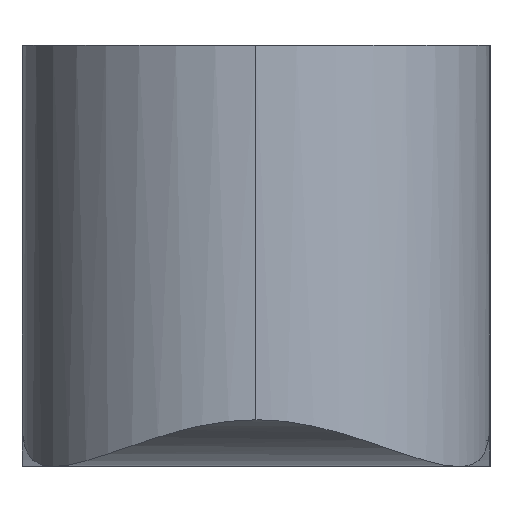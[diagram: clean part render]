
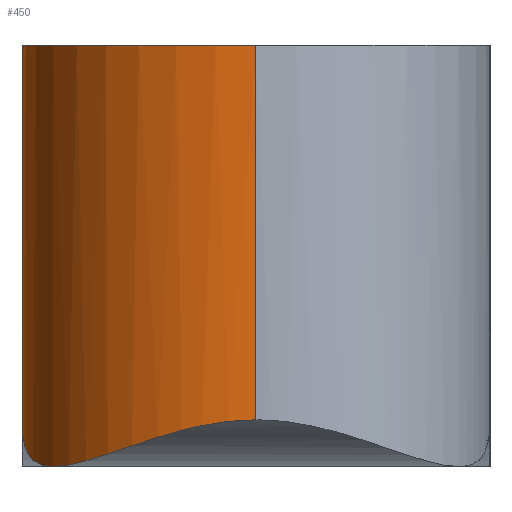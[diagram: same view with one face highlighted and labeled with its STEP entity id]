
A CAD part, left-side view. The second image highlights one B-rep face of the part: STEP entity #450.
In plain terms, the highlighted cylindrical face has radius 10 mm (diameter 20 mm), a partial arc.
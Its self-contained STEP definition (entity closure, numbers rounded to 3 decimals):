
#26 = VERTEX_POINT ( 'NONE', #155 ) ;
#32 = CARTESIAN_POINT ( 'NONE',  ( -125., 8.66, -4. ) ) ;
#51 = LINE ( 'NONE', #532, #86 ) ;
#57 = CARTESIAN_POINT ( 'NONE',  ( -120., 0., 3.25 ) ) ;
#65 = CARTESIAN_POINT ( 'NONE',  ( -126.792, 7.353, -3.782 ) ) ;
#81 = VERTEX_POINT ( 'NONE', #379 ) ;
#86 = VECTOR ( 'NONE', #655, 1000. ) ;
#88 = VERTEX_POINT ( 'NONE', #151 ) ;
#105 = VECTOR ( 'NONE', #183, 1000. ) ;
#114 = CARTESIAN_POINT ( 'NONE',  ( -130., 0.903, -2. ) ) ;
#116 = DIRECTION ( 'NONE',  ( 0., 0., -1. ) ) ;
#118 = B_SPLINE_CURVE_WITH_KNOTS ( 'NONE', 3,
 ( #377, #430, #148, #481 ),
 .UNSPECIFIED., .F., .F.,
 ( 4, 4 ),
 ( 0., 0.001 ),
 .UNSPECIFIED. ) ;
#119 = CARTESIAN_POINT ( 'NONE',  ( -127.684, 6.415, -3.491 ) ) ;
#143 = B_SPLINE_CURVE_WITH_KNOTS ( 'NONE', 3,
 ( #32, #189, #249, #186, #191, #528, #576, #302, #240, #196 ),
 .UNSPECIFIED., .F., .F.,
 ( 4, 2, 2, 2, 4 ),
 ( 0.011, 0.012, 0.013, 0.014, 0.015 ),
 .UNSPECIFIED. ) ;
#148 = CARTESIAN_POINT ( 'NONE',  ( -120.398, 10., -2.455 ) ) ;
#151 = CARTESIAN_POINT ( 'NONE',  ( -120., 10., -2.273 ) ) ;
#155 = CARTESIAN_POINT ( 'NONE',  ( -120., 10., 14. ) ) ;
#168 = CARTESIAN_POINT ( 'NONE',  ( -128.448, 5.368, -3.132 ) ) ;
#174 = VERTEX_POINT ( 'NONE', #656 ) ;
#183 = DIRECTION ( 'NONE',  ( 0., 0., 1. ) ) ;
#186 = CARTESIAN_POINT ( 'NONE',  ( -123.725, 9.287, -3.895 ) ) ;
#189 = CARTESIAN_POINT ( 'NONE',  ( -124.692, 8.838, -4. ) ) ;
#191 = CARTESIAN_POINT ( 'NONE',  ( -123.392, 9.413, -3.828 ) ) ;
#192 = ORIENTED_EDGE ( 'NONE', *, *, #471, .F. ) ;
#196 = CARTESIAN_POINT ( 'NONE',  ( -121.15, 9.934, -2.893 ) ) ;
#226 = CARTESIAN_POINT ( 'NONE',  ( -127.401, 6.739, -3.598 ) ) ;
#238 = CARTESIAN_POINT ( 'NONE',  ( -130., 0., -2. ) ) ;
#240 = CARTESIAN_POINT ( 'NONE',  ( -121.454, 9.898, -3.084 ) ) ;
#249 = CARTESIAN_POINT ( 'NONE',  ( -124.375, 8.999, -3.98 ) ) ;
#257 = ORIENTED_EDGE ( 'NONE', *, *, #323, .T. ) ;
#278 = CARTESIAN_POINT ( 'NONE',  ( -130., 0., 14. ) ) ;
#282 = CARTESIAN_POINT ( 'NONE',  ( -125.387, 8.437, -4. ) ) ;
#284 = VERTEX_POINT ( 'NONE', #278 ) ;
#290 = AXIS2_PLACEMENT_3D ( 'NONE', #476, #425, #547 ) ;
#293 = CARTESIAN_POINT ( 'NONE',  ( -125., 8.66, -4. ) ) ;
#302 = CARTESIAN_POINT ( 'NONE',  ( -121.772, 9.847, -3.251 ) ) ;
#323 = EDGE_CURVE ( 'NONE', #174, #284, #679, .T. ) ;
#334 = DIRECTION ( 'NONE',  ( -1., 0., 0. ) ) ;
#344 = AXIS2_PLACEMENT_3D ( 'NONE', #57, #116, #334 ) ;
#346 = ORIENTED_EDGE ( 'NONE', *, *, #643, .F. ) ;
#350 = ORIENTED_EDGE ( 'NONE', *, *, #662, .F. ) ;
#377 = CARTESIAN_POINT ( 'NONE',  ( -121.15, 9.934, -2.893 ) ) ;
#379 = CARTESIAN_POINT ( 'NONE',  ( -121.15, 9.934, -2.893 ) ) ;
#390 = CARTESIAN_POINT ( 'NONE',  ( -125.764, 8.184, -3.968 ) ) ;
#392 = ORIENTED_EDGE ( 'NONE', *, *, #657, .F. ) ;
#394 = CARTESIAN_POINT ( 'NONE',  ( -128.875, 4.628, -2.883 ) ) ;
#397 = EDGE_CURVE ( 'NONE', #174, #609, #496, .T. ) ;
#425 = DIRECTION ( 'NONE',  ( 0., 0., 1. ) ) ;
#430 = CARTESIAN_POINT ( 'NONE',  ( -120.781, 9.976, -2.662 ) ) ;
#449 = CARTESIAN_POINT ( 'NONE',  ( -130., 0., -2. ) ) ;
#450 = ADVANCED_FACE ( 'NONE', ( #667 ), #551, .T. ) ;
#454 = CARTESIAN_POINT ( 'NONE',  ( -129.064, 4.246, -2.757 ) ) ;
#471 = EDGE_CURVE ( 'NONE', #609, #81, #143, .T. ) ;
#476 = CARTESIAN_POINT ( 'NONE',  ( -120., 0., 14. ) ) ;
#481 = CARTESIAN_POINT ( 'NONE',  ( -120., 10., -2.273 ) ) ;
#496 = B_SPLINE_CURVE_WITH_KNOTS ( 'NONE', 3,
 ( #449, #114, #622, #665, #672, #454, #394, #168, #511, #119, #226, #65, #561, #390, #282, #293 ),
 .UNSPECIFIED., .F., .F.,
 ( 4, 2, 2, 2, 2, 2, 2, 4 ),
 ( 0., 0.003, 0.004, 0.005, 0.007, 0.008, 0.009, 0.011 ),
 .UNSPECIFIED. ) ;
#498 = ORIENTED_EDGE ( 'NONE', *, *, #397, .F. ) ;
#510 = CIRCLE ( 'NONE', #290, 10. ) ;
#511 = CARTESIAN_POINT ( 'NONE',  ( -128.208, 5.729, -3.258 ) ) ;
#528 = CARTESIAN_POINT ( 'NONE',  ( -122.738, 9.624, -3.646 ) ) ;
#532 = CARTESIAN_POINT ( 'NONE',  ( -120., 10., 14. ) ) ;
#547 = DIRECTION ( 'NONE',  ( -1., 0., 0. ) ) ;
#551 = CYLINDRICAL_SURFACE ( 'NONE', #344, 10. ) ;
#561 = CARTESIAN_POINT ( 'NONE',  ( -126.465, 7.642, -3.859 ) ) ;
#576 = CARTESIAN_POINT ( 'NONE',  ( -122.413, 9.71, -3.532 ) ) ;
#609 = VERTEX_POINT ( 'NONE', #706 ) ;
#622 = CARTESIAN_POINT ( 'NONE',  ( -129.88, 1.775, -2.12 ) ) ;
#643 = EDGE_CURVE ( 'NONE', #81, #88, #118, .T. ) ;
#655 = DIRECTION ( 'NONE',  ( 0., 0., 1. ) ) ;
#656 = CARTESIAN_POINT ( 'NONE',  ( -130., 0., -2. ) ) ;
#657 = EDGE_CURVE ( 'NONE', #88, #26, #51, .T. ) ;
#662 = EDGE_CURVE ( 'NONE', #26, #284, #510, .T. ) ;
#665 = CARTESIAN_POINT ( 'NONE',  ( -129.535, 3.045, -2.408 ) ) ;
#667 = FACE_OUTER_BOUND ( 'NONE', #674, .T. ) ;
#672 = CARTESIAN_POINT ( 'NONE',  ( -129.394, 3.456, -2.521 ) ) ;
#674 = EDGE_LOOP ( 'NONE', ( #498, #257, #350, #392, #346, #192 ) ) ;
#679 = LINE ( 'NONE', #238, #105 ) ;
#706 = CARTESIAN_POINT ( 'NONE',  ( -125., 8.66, -4. ) ) ;
